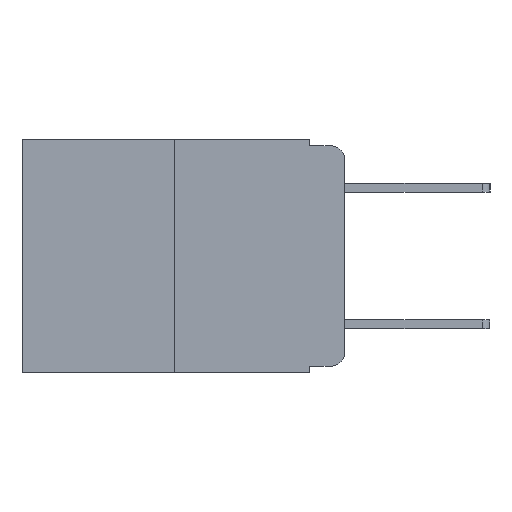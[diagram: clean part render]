
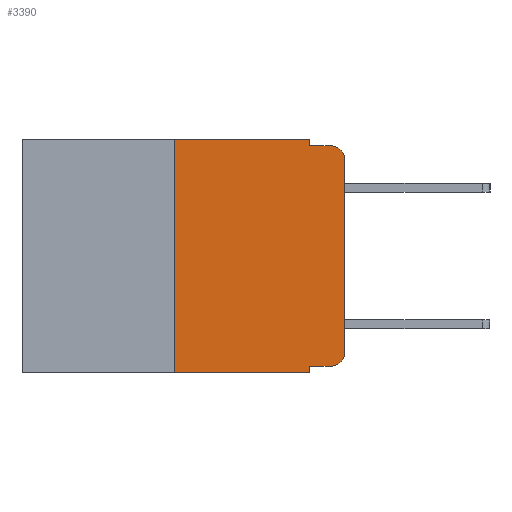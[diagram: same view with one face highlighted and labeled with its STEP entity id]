
A CAD part, left-side view. The second image highlights one B-rep face of the part: STEP entity #3390.
In plain terms, the highlighted planar face has unit normal (-1, 0, 0).
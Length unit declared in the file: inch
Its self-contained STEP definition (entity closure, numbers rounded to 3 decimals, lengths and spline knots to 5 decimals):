
#414 = DIRECTION ( 'NONE',  ( 0., 0., -1. ) ) ;
#459 = VECTOR ( 'NONE', #2712, 39.37008 ) ;
#543 = ORIENTED_EDGE ( 'NONE', *, *, #6154, .F. ) ;
#1186 = DIRECTION ( 'NONE',  ( 1., 0., 0. ) ) ;
#1249 = DIRECTION ( 'NONE',  ( 0., 0., -1. ) ) ;
#1563 = ORIENTED_EDGE ( 'NONE', *, *, #6105, .T. ) ;
#1761 = VECTOR ( 'NONE', #10903, 39.37008 ) ;
#1867 = CARTESIAN_POINT ( 'NONE',  ( 0., 0.051, 0. ) ) ;
#2394 = VERTEX_POINT ( 'NONE', #9900 ) ;
#2554 = DIRECTION ( 'NONE',  ( 0., -1., 0. ) ) ;
#2599 = CARTESIAN_POINT ( 'NONE',  ( 0., 0.051, 0. ) ) ;
#2712 = DIRECTION ( 'NONE',  ( 0., 0., 1. ) ) ;
#2995 = DIRECTION ( 'NONE',  ( 0., -1., 0. ) ) ;
#3390 = ADVANCED_FACE ( 'NONE', ( #11016 ), #14244, .F. ) ;
#3969 = CARTESIAN_POINT ( 'NONE',  ( 0., 0.02, -0.03 ) ) ;
#4460 = VECTOR ( 'NONE', #5690, 39.37008 ) ;
#4963 = CARTESIAN_POINT ( 'NONE',  ( 0., 0., -0.313 ) ) ;
#5261 = VECTOR ( 'NONE', #2995, 39.37008 ) ;
#5287 = DIRECTION ( 'NONE',  ( 0., 0., -1. ) ) ;
#5377 = VERTEX_POINT ( 'NONE', #8519 ) ;
#5478 = EDGE_CURVE ( 'NONE', #9575, #12441, #11753, .T. ) ;
#5535 = CARTESIAN_POINT ( 'NONE',  ( 0., 0.02, -0.333 ) ) ;
#5690 = DIRECTION ( 'NONE',  ( 0., 0., 1. ) ) ;
#5809 = VERTEX_POINT ( 'NONE', #9374 ) ;
#5847 = ORIENTED_EDGE ( 'NONE', *, *, #6128, .F. ) ;
#5977 = EDGE_CURVE ( 'NONE', #6934, #11404, #9934, .T. ) ;
#5989 = LINE ( 'NONE', #13691, #5261 ) ;
#6068 = VERTEX_POINT ( 'NONE', #5535 ) ;
#6085 = EDGE_CURVE ( 'NONE', #8905, #6068, #5989, .T. ) ;
#6105 = EDGE_CURVE ( 'NONE', #6068, #6934, #13402, .T. ) ;
#6110 = EDGE_CURVE ( 'NONE', #8905, #2394, #7873, .T. ) ;
#6128 = EDGE_CURVE ( 'NONE', #5377, #9575, #10260, .T. ) ;
#6132 = EDGE_CURVE ( 'NONE', #5809, #7022, #12799, .T. ) ;
#6154 = EDGE_CURVE ( 'NONE', #12441, #5809, #7551, .T. ) ;
#6181 = EDGE_CURVE ( 'NONE', #11404, #7022, #12200, .T. ) ;
#6369 = VECTOR ( 'NONE', #8701, 39.37008 ) ;
#6783 = CARTESIAN_POINT ( 'NONE',  ( 0., 0., -0.03 ) ) ;
#6796 = CARTESIAN_POINT ( 'NONE',  ( 0., 0.051, 0. ) ) ;
#6812 = CARTESIAN_POINT ( 'NONE',  ( 0., 0.051, -0.333 ) ) ;
#6836 = CARTESIAN_POINT ( 'NONE',  ( 0., 0.051, -0.01 ) ) ;
#6934 = VERTEX_POINT ( 'NONE', #4963 ) ;
#7005 = AXIS2_PLACEMENT_3D ( 'NONE', #8439, #1186, #9482 ) ;
#7022 = VERTEX_POINT ( 'NONE', #13269 ) ;
#7218 = VECTOR ( 'NONE', #1249, 39.37008 ) ;
#7259 = ORIENTED_EDGE ( 'NONE', *, *, #5977, .T. ) ;
#7551 = LINE ( 'NONE', #2599, #7218 ) ;
#7662 = CARTESIAN_POINT ( 'NONE',  ( 0., 0.473, 0. ) ) ;
#7867 = DIRECTION ( 'NONE',  ( -1., 0., 0. ) ) ;
#7873 = LINE ( 'NONE', #6796, #1761 ) ;
#8390 = ORIENTED_EDGE ( 'NONE', *, *, #5478, .F. ) ;
#8439 = CARTESIAN_POINT ( 'NONE',  ( 0., 0.473, 0. ) ) ;
#8461 = CARTESIAN_POINT ( 'NONE',  ( 0., 0.473, -0.343 ) ) ;
#8519 = CARTESIAN_POINT ( 'NONE',  ( 0., 0.25, -0.343 ) ) ;
#8701 = DIRECTION ( 'NONE',  ( 0., -1., 0. ) ) ;
#8905 = VERTEX_POINT ( 'NONE', #6812 ) ;
#9272 = VECTOR ( 'NONE', #2554, 39.37008 ) ;
#9374 = CARTESIAN_POINT ( 'NONE',  ( 0., 0.051, -0.01 ) ) ;
#9418 = AXIS2_PLACEMENT_3D ( 'NONE', #13732, #7867, #414 ) ;
#9482 = DIRECTION ( 'NONE',  ( 0., 0., -1. ) ) ;
#9504 = ORIENTED_EDGE ( 'NONE', *, *, #12920, .T. ) ;
#9575 = VERTEX_POINT ( 'NONE', #14225 ) ;
#9806 = ORIENTED_EDGE ( 'NONE', *, *, #6110, .F. ) ;
#9900 = CARTESIAN_POINT ( 'NONE',  ( 0., 0.051, -0.343 ) ) ;
#9934 = LINE ( 'NONE', #12526, #459 ) ;
#10260 = LINE ( 'NONE', #12768, #4460 ) ;
#10723 = AXIS2_PLACEMENT_3D ( 'NONE', #3969, #11518, #5287 ) ;
#10903 = DIRECTION ( 'NONE',  ( 0., 0., -1. ) ) ;
#11016 = FACE_OUTER_BOUND ( 'NONE', #11689, .T. ) ;
#11404 = VERTEX_POINT ( 'NONE', #6783 ) ;
#11518 = DIRECTION ( 'NONE',  ( -1., 0., 0. ) ) ;
#11689 = EDGE_LOOP ( 'NONE', ( #7259, #12833, #11942, #543, #8390, #5847, #9504, #9806, #12366, #1563 ) ) ;
#11753 = LINE ( 'NONE', #7662, #6369 ) ;
#11942 = ORIENTED_EDGE ( 'NONE', *, *, #6132, .F. ) ;
#12200 = CIRCLE ( 'NONE', #10723, 0.02 ) ;
#12366 = ORIENTED_EDGE ( 'NONE', *, *, #6085, .T. ) ;
#12441 = VERTEX_POINT ( 'NONE', #1867 ) ;
#12502 = VECTOR ( 'NONE', #14298, 39.37008 ) ;
#12526 = CARTESIAN_POINT ( 'NONE',  ( 0., 0., 0. ) ) ;
#12768 = CARTESIAN_POINT ( 'NONE',  ( 0., 0.25, 0. ) ) ;
#12799 = LINE ( 'NONE', #6836, #12502 ) ;
#12833 = ORIENTED_EDGE ( 'NONE', *, *, #6181, .T. ) ;
#12920 = EDGE_CURVE ( 'NONE', #5377, #2394, #13056, .T. ) ;
#13056 = LINE ( 'NONE', #8461, #9272 ) ;
#13269 = CARTESIAN_POINT ( 'NONE',  ( 0., 0.02, -0.01 ) ) ;
#13402 = CIRCLE ( 'NONE', #9418, 0.02 ) ;
#13691 = CARTESIAN_POINT ( 'NONE',  ( 0., 0.051, -0.333 ) ) ;
#13732 = CARTESIAN_POINT ( 'NONE',  ( 0., 0.02, -0.313 ) ) ;
#14225 = CARTESIAN_POINT ( 'NONE',  ( 0., 0.25, 0. ) ) ;
#14244 = PLANE ( 'NONE',  #7005 ) ;
#14298 = DIRECTION ( 'NONE',  ( 0., -1., 0. ) ) ;
